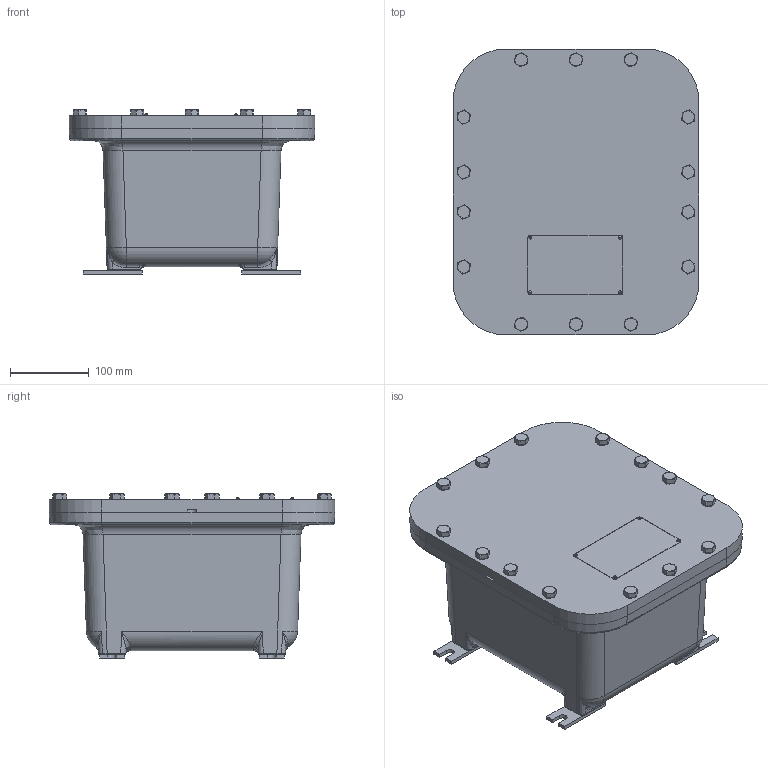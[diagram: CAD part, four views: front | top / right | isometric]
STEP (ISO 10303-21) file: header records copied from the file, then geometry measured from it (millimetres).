
FILE_DESCRIPTION(/* description */ (''),/* implementation_level */ '2;1');
FILE_NAME(/* name */ 'KIL_EXBLTP-8106 N34.stp',/* time_stamp */ '2018-01-10T13:25:26+06:00',/* author */ ('ypadmaraja'),/* organization */ (''),/* preprocessor_version */ 'ST-DEVELOPER v16.13',/* originating_system */ 'Autodesk Inventor 2018',/* authorisation */ '');
FILE_SCHEMA (('AUTOMOTIVE_DESIGN { 1 0 10303 214 3 1 1 }'));
Length unit declared in the file: inch
Products named in the file (9): EXBLTP - 8106 N4; 25425ABAM (EXBLT-8106); 25324AAAM; 0725115B; 20859AAAB; SEE NX DRAWING 16464.PRT; 15688; 15703; 14729AAIB-810
Assembly tree (34 placements, depth 2):
  EXBLTP - 8106 N4
    25425ABAM (EXBLT-8106)
    25324AAAM
    0725115B  x14
    20859AAAB
    SEE NX DRAWING 16464.PRT  x4
    15688  x4
    15703  x8
    14729AAIB-810
Bounding box: 312.74 x 363.54 x 209 mm (x, y, z)
Volume: 5157320.3 mm3; surface area: 871285.4 mm2
Topology: 34 solids, 35 shells, 1170 faces, 2781 edges, 1750 vertices
Faces by surface type: plane 553, bspline 193, cylinder 190, cone 176, torus 46, sphere 12
Full cylindrical faces by diameter (mm): 2.502 x4, 2.778 x4, 4.978 x8, 6.144 x8, 7.144 x8, 7.798 x4, 9.144 x14, 11.125 x14, 11.906 x14, 13.494 x8, 15.367 x14
Entity records: 25813 total; most frequent: CARTESIAN_POINT 9710, ORIENTED_EDGE 3142, DIRECTION 2761, EDGE_CURVE 1571, VERTEX_POINT 1056, AXIS2_PLACEMENT_3D 982, EDGE_LOOP 931, LINE 797
